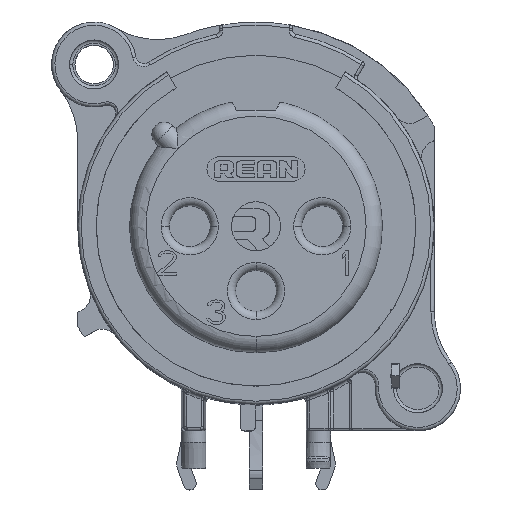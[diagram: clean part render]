
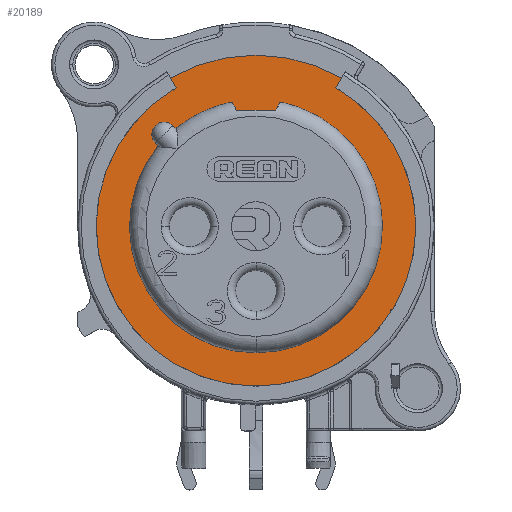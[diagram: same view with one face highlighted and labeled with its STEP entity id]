
A CAD part, top view. The second image highlights one B-rep face of the part: STEP entity #20189.
In plain terms, the highlighted planar face has unit normal (0, 0, 1).
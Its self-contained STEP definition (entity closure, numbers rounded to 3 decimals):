
#5403=CARTESIAN_POINT('',(0.,0.,6.6));
#5404=DIRECTION('',(0.,0.,1.));
#5405=DIRECTION('',(0.5,0.866,0.));
#5406=AXIS2_PLACEMENT_3D('',#5403,#5404,#5405);
#5421=CARTESIAN_POINT('',(0.,0.,6.6));
#5422=DIRECTION('',(0.,0.,1.));
#5423=DIRECTION('',(-0.337,0.942,0.));
#5424=AXIS2_PLACEMENT_3D('',#5421,#5422,#5423);
#5426=DIRECTION('',(-0.707,0.707,0.));
#5427=VECTOR('',#5426,0.25);
#5428=CARTESIAN_POINT('',(-4.914,5.975,6.6));
#5429=LINE('',#5428,#5427);
#5430=CARTESIAN_POINT('',(-5.621,5.621,6.6));
#5431=DIRECTION('',(0.,0.,1.));
#5432=DIRECTION('',(0.707,0.707,0.));
#5433=AXIS2_PLACEMENT_3D('',#5430,#5431,#5432);
#5435=DIRECTION('',(0.707,-0.707,0.));
#5436=VECTOR('',#5435,0.25);
#5437=CARTESIAN_POINT('',(-6.152,5.091,6.6));
#5438=LINE('',#5437,#5436);
#5439=CARTESIAN_POINT('',(0.,0.,6.6));
#5440=DIRECTION('',(0.,0.,1.));
#5441=DIRECTION('',(-0.772,0.635,0.));
#5442=AXIS2_PLACEMENT_3D('',#5439,#5440,#5441);
#5444=CARTESIAN_POINT('',(0.,0.,6.6));
#5445=DIRECTION('',(0.,0.,1.));
#5446=DIRECTION('',(0.337,0.942,0.));
#5447=AXIS2_PLACEMENT_3D('',#5444,#5445,#5446);
#5449=DIRECTION('',(-0.5,-0.866,0.));
#5450=VECTOR('',#5449,0.567);
#5451=CARTESIAN_POINT('',(1.484,7.591,6.6));
#5452=LINE('',#5451,#5450);
#5453=DIRECTION('',(-0.5,0.866,0.));
#5454=VECTOR('',#5453,0.567);
#5455=CARTESIAN_POINT('',(-1.2,7.1,6.6));
#5456=LINE('',#5455,#5454);
#5457=CARTESIAN_POINT('',(0.,0.,6.6));
#5458=DIRECTION('',(0.,0.,1.));
#5459=DIRECTION('',(-0.192,0.981,0.));
#5460=AXIS2_PLACEMENT_3D('',#5457,#5458,#5459);
#5462=DIRECTION('',(-0.5,-0.866,0.));
#5463=VECTOR('',#5462,0.694);
#5464=CARTESIAN_POINT('',(5.234,9.066,6.6));
#5465=LINE('',#5464,#5463);
#5466=CARTESIAN_POINT('',(0.,0.,6.6));
#5467=DIRECTION('',(0.,0.,-1.));
#5468=DIRECTION('',(0.5,0.866,0.));
#5469=AXIS2_PLACEMENT_3D('',#5466,#5467,#5468);
#5471=DIRECTION('',(0.883,-0.469,0.));
#5472=VECTOR('',#5471,0.177);
#5473=CARTESIAN_POINT('',(9.544,-2.112,6.6));
#5474=LINE('',#5473,#5472);
#5475=DIRECTION('',(0.,-1.,0.));
#5476=VECTOR('',#5475,1.269);
#5477=CARTESIAN_POINT('',(9.7,-2.195,6.6));
#5478=LINE('',#5477,#5476);
#5479=CARTESIAN_POINT('',(0.,0.,6.6));
#5480=DIRECTION('',(0.,0.,-1.));
#5481=DIRECTION('',(0.942,-0.336,0.));
#5482=AXIS2_PLACEMENT_3D('',#5479,#5480,#5481);
#5484=CARTESIAN_POINT('',(9.8,-5.626,6.6));
#5485=DIRECTION('',(0.,0.,1.));
#5486=DIRECTION('',(-0.867,0.498,0.));
#5487=AXIS2_PLACEMENT_3D('',#5484,#5485,#5486);
#5489=CARTESIAN_POINT('',(0.,0.,6.6));
#5490=DIRECTION('',(0.,0.,-1.));
#5491=DIRECTION('',(0.841,-0.542,0.));
#5492=AXIS2_PLACEMENT_3D('',#5489,#5490,#5491);
#5494=DIRECTION('',(0.,1.,0.));
#5495=VECTOR('',#5494,0.656);
#5496=CARTESIAN_POINT('',(8.75,-5.748,6.6));
#5497=LINE('',#5496,#5495);
#5498=CARTESIAN_POINT('',(0.,0.,6.6));
#5499=DIRECTION('',(0.,0.,-1.));
#5500=DIRECTION('',(0.844,-0.536,0.));
#5501=AXIS2_PLACEMENT_3D('',#5498,#5499,#5500);
#5503=DIRECTION('',(-0.5,0.866,0.));
#5504=VECTOR('',#5503,0.694);
#5505=CARTESIAN_POINT('',(-4.887,8.465,6.6));
#5506=LINE('',#5505,#5504);
#5535=DIRECTION('',(1.,0.,0.));
#5536=VECTOR('',#5535,2.4);
#5537=CARTESIAN_POINT('',(-1.2,7.1,6.6));
#5538=LINE('',#5537,#5536);
#8222=DIRECTION('',(0.,1.,0.));
#8223=VECTOR('',#8222,0.151);
#8224=CARTESIAN_POINT('',(8.25,-5.242,6.6));
#8225=LINE('',#8224,#8223);
#8236=DIRECTION('',(1.,0.,0.));
#8237=VECTOR('',#8236,0.5);
#8238=CARTESIAN_POINT('',(8.25,-5.092,6.6));
#8239=LINE('',#8238,#8237);
#8459=DIRECTION('',(0.,1.,0.));
#8460=VECTOR('',#8459,0.045);
#8461=CARTESIAN_POINT('',(8.8,-5.671,6.6));
#8462=LINE('',#8461,#8460);
#10849=CARTESIAN_POINT('',(8.25,-5.242,6.6));
#10850=CARTESIAN_POINT('',(8.25,-5.092,6.6));
#10851=VERTEX_POINT('',#10849);
#10852=VERTEX_POINT('',#10850);
#10853=CARTESIAN_POINT('',(-4.887,8.465,
6.6));
#10854=CARTESIAN_POINT('',(-5.234,9.066,6.6));
#10855=VERTEX_POINT('',#10853);
#10856=VERTEX_POINT('',#10854);
#10857=CARTESIAN_POINT('',(5.234,9.066,6.6));
#10858=CARTESIAN_POINT('',(4.887,8.465,6.6));
#10859=VERTEX_POINT('',#10857);
#10860=VERTEX_POINT('',#10858);
#10861=CARTESIAN_POINT('',(9.544,-2.112,6.6));
#10862=VERTEX_POINT('',#10861);
#10863=CARTESIAN_POINT('',(9.7,-2.195,6.6));
#10864=VERTEX_POINT('',#10863);
#10865=CARTESIAN_POINT('',(9.7,-3.464,6.6));
#10866=VERTEX_POINT('',#10865);
#10867=CARTESIAN_POINT('',(8.933,-5.128,6.6));
#10868=VERTEX_POINT('',#10867);
#10869=CARTESIAN_POINT('',(8.8,-5.626,6.6));
#10870=VERTEX_POINT('',#10869);
#10871=CARTESIAN_POINT('',(8.8,-5.671,6.6));
#10872=VERTEX_POINT('',#10871);
#10873=CARTESIAN_POINT('',(8.75,-5.748,6.6));
#10874=VERTEX_POINT('',#10873);
#10875=CARTESIAN_POINT('',(8.75,-5.092,6.6));
#10876=VERTEX_POINT('',#10875);
#10877=CARTESIAN_POINT('',(-2.606,7.284,6.6));
#10878=CARTESIAN_POINT('',(-4.914,5.975,6.6));
#10879=VERTEX_POINT('',#10877);
#10880=VERTEX_POINT('',#10878);
#10881=CARTESIAN_POINT('',(-5.091,6.152,6.6));
#10882=VERTEX_POINT('',#10881);
#10883=CARTESIAN_POINT('',(-6.152,5.091,6.6));
#10884=VERTEX_POINT('',#10883);
#10885=CARTESIAN_POINT('',(-5.975,4.914,6.6));
#10886=VERTEX_POINT('',#10885);
#10887=CARTESIAN_POINT('',(2.605,7.283,6.6));
#10888=CARTESIAN_POINT('',(1.484,7.591,6.6));
#10889=VERTEX_POINT('',#10887);
#10890=VERTEX_POINT('',#10888);
#10891=CARTESIAN_POINT('',(1.2,7.1,6.6));
#10892=VERTEX_POINT('',#10891);
#10893=CARTESIAN_POINT('',(-1.2,7.1,6.6));
#10894=VERTEX_POINT('',#10893);
#10895=CARTESIAN_POINT('',(-1.484,7.591,6.6));
#10896=VERTEX_POINT('',#10895);
#20133=CARTESIAN_POINT('',(0.,0.,6.6));
#20134=DIRECTION('',(0.,0.,1.));
#20135=DIRECTION('',(1.,0.,0.));
#20136=AXIS2_PLACEMENT_3D('',#20133,#20134,#20135);
#20137=PLANE('',#20136);
#20138=ORIENTED_EDGE('',*,*,#20123,.F.);
#20140=ORIENTED_EDGE('',*,*,#20139,.T.);
#20142=ORIENTED_EDGE('',*,*,#20141,.T.);
#20144=ORIENTED_EDGE('',*,*,#20143,.T.);
#20146=ORIENTED_EDGE('',*,*,#20145,.T.);
#20148=ORIENTED_EDGE('',*,*,#20147,.T.);
#20150=ORIENTED_EDGE('',*,*,#20149,.T.);
#20152=ORIENTED_EDGE('',*,*,#20151,.F.);
#20154=ORIENTED_EDGE('',*,*,#20153,.T.);
#20156=ORIENTED_EDGE('',*,*,#20155,.T.);
#20158=ORIENTED_EDGE('',*,*,#20157,.F.);
#20160=ORIENTED_EDGE('',*,*,#20159,.F.);
#20162=ORIENTED_EDGE('',*,*,#20161,.T.);
#20164=ORIENTED_EDGE('',*,*,#20163,.T.);
#20165=EDGE_LOOP('',(#20138,#20140,#20142,#20144,#20146,#20148,#20150,#20152,
#20154,#20156,#20158,#20160,#20162,#20164));
#20166=FACE_OUTER_BOUND('',#20165,.F.);
#20168=ORIENTED_EDGE('',*,*,#20167,.T.);
#20170=ORIENTED_EDGE('',*,*,#20169,.T.);
#20172=ORIENTED_EDGE('',*,*,#20171,.T.);
#20174=ORIENTED_EDGE('',*,*,#20173,.T.);
#20176=ORIENTED_EDGE('',*,*,#20175,.T.);
#20178=ORIENTED_EDGE('',*,*,#20177,.T.);
#20180=ORIENTED_EDGE('',*,*,#20179,.T.);
#20182=ORIENTED_EDGE('',*,*,#20181,.F.);
#20184=ORIENTED_EDGE('',*,*,#20183,.T.);
#20186=ORIENTED_EDGE('',*,*,#20185,.T.);
#20187=EDGE_LOOP('',(#20168,#20170,#20172,#20174,#20176,#20178,#20180,#20182,
#20184,#20186));
#20188=FACE_BOUND('',#20187,.F.);
#20189=ADVANCED_FACE('',(#20166,#20188),#20137,.T.);
#5407=CIRCLE('',#5406,10.469);
#5425=CIRCLE('',#5424,7.736);
#5434=CIRCLE('',#5433,0.75);
#5443=CIRCLE('',#5442,7.736);
#5448=CIRCLE('',#5447,7.735);
#5461=CIRCLE('',#5460,7.735);
#5470=CIRCLE('',#5469,9.775);
#5483=CIRCLE('',#5482,10.3);
#5488=CIRCLE('',#5487,1.);
#5493=CIRCLE('',#5492,10.469);
#5502=CIRCLE('',#5501,9.775);
#20123=EDGE_CURVE('',#10859,#10856,#5407,.T.);
#20139=EDGE_CURVE('',#10859,#10860,#5465,.T.);
#20141=EDGE_CURVE('',#10860,#10862,#5470,.T.);
#20143=EDGE_CURVE('',#10862,#10864,#5474,.T.);
#20145=EDGE_CURVE('',#10864,#10866,#5478,.T.);
#20147=EDGE_CURVE('',#10866,#10868,#5483,.T.);
#20149=EDGE_CURVE('',#10868,#10870,#5488,.T.);
#20151=EDGE_CURVE('',#10872,#10870,#8462,.T.);
#20153=EDGE_CURVE('',#10872,#10874,#5493,.T.);
#20155=EDGE_CURVE('',#10874,#10876,#5497,.T.);
#20157=EDGE_CURVE('',#10852,#10876,#8239,.T.);
#20159=EDGE_CURVE('',#10851,#10852,#8225,.T.);
#20161=EDGE_CURVE('',#10851,#10855,#5502,.T.);
#20163=EDGE_CURVE('',#10855,#10856,#5506,.T.);
#20167=EDGE_CURVE('',#10879,#10880,#5425,.T.);
#20169=EDGE_CURVE('',#10880,#10882,#5429,.T.);
#20171=EDGE_CURVE('',#10882,#10884,#5434,.T.);
#20173=EDGE_CURVE('',#10884,#10886,#5438,.T.);
#20175=EDGE_CURVE('',#10886,#10889,#5443,.T.);
#20177=EDGE_CURVE('',#10889,#10890,#5448,.T.);
#20179=EDGE_CURVE('',#10890,#10892,#5452,.T.);
#20181=EDGE_CURVE('',#10894,#10892,#5538,.T.);
#20183=EDGE_CURVE('',#10894,#10896,#5456,.T.);
#20185=EDGE_CURVE('',#10896,#10879,#5461,.T.);
